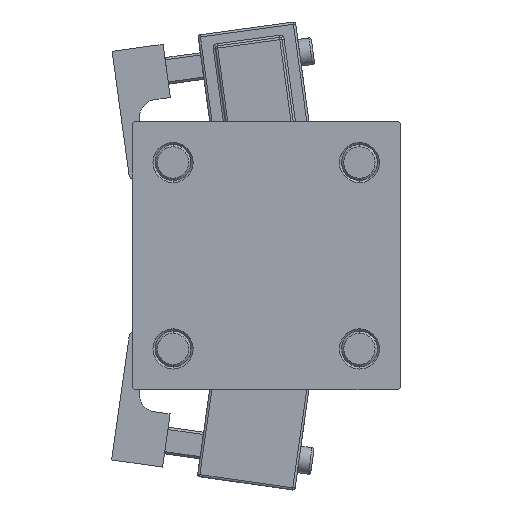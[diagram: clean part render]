
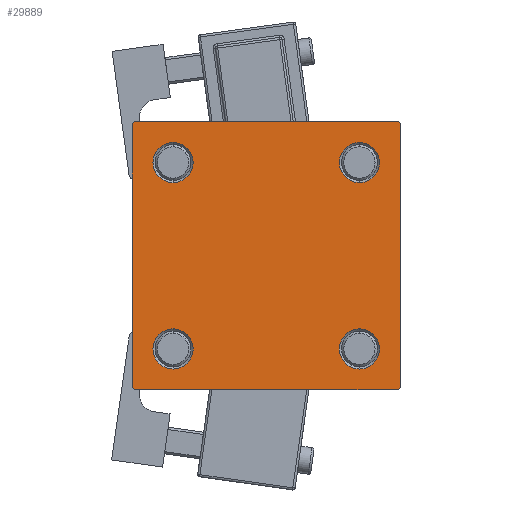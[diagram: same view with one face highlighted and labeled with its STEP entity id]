
A CAD part, left-side view. The second image highlights one B-rep face of the part: STEP entity #29889.
In plain terms, the highlighted planar face has unit normal (-1, 0, 0).
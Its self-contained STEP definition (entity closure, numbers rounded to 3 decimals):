
#318 = DIRECTION ( 'NONE',  ( 0., 0., 1. ) ) ;
#798 = CARTESIAN_POINT ( 'NONE',  ( 0., -30., 29.5 ) ) ;
#1014 = CARTESIAN_POINT ( 'NONE',  ( 0., 30., -30. ) ) ;
#1075 = CARTESIAN_POINT ( 'NONE',  ( 0., -29.5, 30. ) ) ;
#1566 = EDGE_CURVE ( 'NONE', #14999, #51726, #8966, .T. ) ;
#1727 = DIRECTION ( 'NONE',  ( 0., 0., 1. ) ) ;
#1857 = DIRECTION ( 'NONE',  ( 0., 0.707, 0.707 ) ) ;
#1901 = CARTESIAN_POINT ( 'NONE',  ( 0., 29.75, 29.75 ) ) ;
#2061 = DIRECTION ( 'NONE',  ( 0., -0.707, -0.707 ) ) ;
#2266 = EDGE_CURVE ( 'NONE', #17422, #8980, #18194, .T. ) ;
#2573 = VECTOR ( 'NONE', #46456, 1000. ) ;
#2687 = DIRECTION ( 'NONE',  ( 0., 0., 1. ) ) ;
#2987 = CARTESIAN_POINT ( 'NONE',  ( 0., -30., 30. ) ) ;
#3626 = EDGE_CURVE ( 'NONE', #51726, #8472, #17193, .T. ) ;
#3853 = EDGE_CURVE ( 'NONE', #8980, #17422, #43675, .T. ) ;
#3955 = CARTESIAN_POINT ( 'NONE',  ( 0., 20.85, 20.85 ) ) ;
#4123 = CARTESIAN_POINT ( 'NONE',  ( 0., 20.85, 25.35 ) ) ;
#5510 = CARTESIAN_POINT ( 'NONE',  ( 0., -20.85, 25.35 ) ) ;
#5601 = VERTEX_POINT ( 'NONE', #20157 ) ;
#5603 = AXIS2_PLACEMENT_3D ( 'NONE', #29270, #32192, #37230 ) ;
#6353 = VERTEX_POINT ( 'NONE', #20294 ) ;
#6518 = EDGE_LOOP ( 'NONE', ( #45882, #21465 ) ) ;
#6767 = EDGE_CURVE ( 'NONE', #50226, #37203, #25152, .T. ) ;
#8472 = VERTEX_POINT ( 'NONE', #21724 ) ;
#8925 = VECTOR ( 'NONE', #49535, 1000. ) ;
#8966 = LINE ( 'NONE', #1014, #42744 ) ;
#8980 = VERTEX_POINT ( 'NONE', #9052 ) ;
#9052 = CARTESIAN_POINT ( 'NONE',  ( 0., 20.85, -16.35 ) ) ;
#9796 = CARTESIAN_POINT ( 'NONE',  ( 0., -29.75, 29.75 ) ) ;
#9876 = AXIS2_PLACEMENT_3D ( 'NONE', #43220, #47185, #19069 ) ;
#10766 = CIRCLE ( 'NONE', #20970, 4.5 ) ;
#11292 = CARTESIAN_POINT ( 'NONE',  ( 0., 20.85, -20.85 ) ) ;
#11397 = CARTESIAN_POINT ( 'NONE',  ( 0., -20.85, -20.85 ) ) ;
#11634 = CARTESIAN_POINT ( 'NONE',  ( 0., -29.5, -30. ) ) ;
#12426 = CARTESIAN_POINT ( 'NONE',  ( 0., 20.85, 16.35 ) ) ;
#12609 = EDGE_CURVE ( 'NONE', #46723, #33253, #49919, .T. ) ;
#12685 = EDGE_CURVE ( 'NONE', #6353, #37633, #46520, .T. ) ;
#12898 = ORIENTED_EDGE ( 'NONE', *, *, #12609, .T. ) ;
#13144 = EDGE_CURVE ( 'NONE', #5601, #14999, #17741, .T. ) ;
#13469 = AXIS2_PLACEMENT_3D ( 'NONE', #33843, #26883, #37566 ) ;
#13741 = CARTESIAN_POINT ( 'NONE',  ( 0., 29.75, -29.75 ) ) ;
#14066 = EDGE_CURVE ( 'NONE', #33253, #5601, #14081, .T. ) ;
#14081 = LINE ( 'NONE', #15125, #2573 ) ;
#14371 = EDGE_LOOP ( 'NONE', ( #27919, #21629 ) ) ;
#14414 = DIRECTION ( 'NONE',  ( 0., 0., -1. ) ) ;
#14456 = FACE_BOUND ( 'NONE', #14371, .T. ) ;
#14999 = VERTEX_POINT ( 'NONE', #51995 ) ;
#15125 = CARTESIAN_POINT ( 'NONE',  ( 0., 30., 30. ) ) ;
#15144 = EDGE_LOOP ( 'NONE', ( #25590, #23478, #32546, #19025, #29341, #48752, #45857, #12898 ) ) ;
#15195 = LINE ( 'NONE', #2987, #32334 ) ;
#15440 = EDGE_LOOP ( 'NONE', ( #32881, #17816 ) ) ;
#16031 = ORIENTED_EDGE ( 'NONE', *, *, #34079, .T. ) ;
#16445 = CARTESIAN_POINT ( 'NONE',  ( 0., 30., 30. ) ) ;
#17193 = LINE ( 'NONE', #25158, #8925 ) ;
#17422 = VERTEX_POINT ( 'NONE', #47294 ) ;
#17432 = EDGE_CURVE ( 'NONE', #35871, #8472, #15195, .T. ) ;
#17658 = FACE_BOUND ( 'NONE', #33427, .T. ) ;
#17703 = AXIS2_PLACEMENT_3D ( 'NONE', #11397, #19135, #2687 ) ;
#17741 = LINE ( 'NONE', #13741, #33860 ) ;
#17816 = ORIENTED_EDGE ( 'NONE', *, *, #6767, .T. ) ;
#18194 = CIRCLE ( 'NONE', #33443, 4.5 ) ;
#18295 = VECTOR ( 'NONE', #32123, 1000. ) ;
#18311 = LINE ( 'NONE', #9796, #45628 ) ;
#19025 = ORIENTED_EDGE ( 'NONE', *, *, #3626, .T. ) ;
#19069 = DIRECTION ( 'NONE',  ( 0., 0., 1. ) ) ;
#19135 = DIRECTION ( 'NONE',  ( 1., 0., 0. ) ) ;
#19285 = ORIENTED_EDGE ( 'NONE', *, *, #29473, .T. ) ;
#19741 = CARTESIAN_POINT ( 'NONE',  ( 0., -20.85, -25.35 ) ) ;
#20157 = CARTESIAN_POINT ( 'NONE',  ( 0., 30., -29.5 ) ) ;
#20294 = CARTESIAN_POINT ( 'NONE',  ( 0., -20.85, -16.35 ) ) ;
#20505 = CARTESIAN_POINT ( 'NONE',  ( 0., 20.85, -20.85 ) ) ;
#20907 = CARTESIAN_POINT ( 'NONE',  ( 0., 20.85, 20.85 ) ) ;
#20970 = AXIS2_PLACEMENT_3D ( 'NONE', #3955, #49306, #41372 ) ;
#21465 = ORIENTED_EDGE ( 'NONE', *, *, #51256, .T. ) ;
#21629 = ORIENTED_EDGE ( 'NONE', *, *, #2266, .T. ) ;
#21724 = CARTESIAN_POINT ( 'NONE',  ( 0., -30., -29.5 ) ) ;
#21752 = VERTEX_POINT ( 'NONE', #1075 ) ;
#23478 = ORIENTED_EDGE ( 'NONE', *, *, #13144, .T. ) ;
#24126 = CARTESIAN_POINT ( 'NONE',  ( 0., 29.5, 30. ) ) ;
#25152 = CIRCLE ( 'NONE', #9876, 4.5 ) ;
#25158 = CARTESIAN_POINT ( 'NONE',  ( 0., -29.75, -29.75 ) ) ;
#25590 = ORIENTED_EDGE ( 'NONE', *, *, #14066, .T. ) ;
#25615 = PLANE ( 'NONE',  #48778 ) ;
#26154 = FACE_OUTER_BOUND ( 'NONE', #15144, .T. ) ;
#26208 = EDGE_CURVE ( 'NONE', #46723, #21752, #47754, .T. ) ;
#26883 = DIRECTION ( 'NONE',  ( 1., 0., 0. ) ) ;
#27049 = CIRCLE ( 'NONE', #13469, 4.5 ) ;
#27600 = CIRCLE ( 'NONE', #41998, 4.5 ) ;
#27919 = ORIENTED_EDGE ( 'NONE', *, *, #3853, .T. ) ;
#29270 = CARTESIAN_POINT ( 'NONE',  ( 0., -20.85, 20.85 ) ) ;
#29341 = ORIENTED_EDGE ( 'NONE', *, *, #17432, .F. ) ;
#29473 = EDGE_CURVE ( 'NONE', #50081, #33267, #27600, .T. ) ;
#29889 = ADVANCED_FACE ( 'NONE', ( #50809, #46820, #14456, #17658, #26154 ), #25615, .T. ) ;
#32123 = DIRECTION ( 'NONE',  ( 0., -1., 0. ) ) ;
#32192 = DIRECTION ( 'NONE',  ( 1., 0., 0. ) ) ;
#32334 = VECTOR ( 'NONE', #14414, 1000. ) ;
#32515 = CARTESIAN_POINT ( 'NONE',  ( 0., -20.85, 16.35 ) ) ;
#32546 = ORIENTED_EDGE ( 'NONE', *, *, #1566, .T. ) ;
#32843 = DIRECTION ( 'NONE',  ( 0., 0., 1. ) ) ;
#32881 = ORIENTED_EDGE ( 'NONE', *, *, #45564, .T. ) ;
#32955 = VECTOR ( 'NONE', #50719, 1000. ) ;
#33253 = VERTEX_POINT ( 'NONE', #39793 ) ;
#33267 = VERTEX_POINT ( 'NONE', #12426 ) ;
#33427 = EDGE_LOOP ( 'NONE', ( #19285, #16031 ) ) ;
#33443 = AXIS2_PLACEMENT_3D ( 'NONE', #20505, #45437, #318 ) ;
#33843 = CARTESIAN_POINT ( 'NONE',  ( 0., -20.85, -20.85 ) ) ;
#33860 = VECTOR ( 'NONE', #2061, 1000. ) ;
#34079 = EDGE_CURVE ( 'NONE', #33267, #50081, #10766, .T. ) ;
#35871 = VERTEX_POINT ( 'NONE', #798 ) ;
#37203 = VERTEX_POINT ( 'NONE', #5510 ) ;
#37230 = DIRECTION ( 'NONE',  ( 0., 0., 1. ) ) ;
#37566 = DIRECTION ( 'NONE',  ( 0., 0., 1. ) ) ;
#37633 = VERTEX_POINT ( 'NONE', #19741 ) ;
#38088 = CARTESIAN_POINT ( 'NONE',  ( 0., 0., 0. ) ) ;
#39793 = CARTESIAN_POINT ( 'NONE',  ( 0., 30., 29.5 ) ) ;
#41372 = DIRECTION ( 'NONE',  ( 0., 0., 1. ) ) ;
#41878 = DIRECTION ( 'NONE',  ( 0., -1., 0. ) ) ;
#41998 = AXIS2_PLACEMENT_3D ( 'NONE', #20907, #45575, #32843 ) ;
#42333 = DIRECTION ( 'NONE',  ( -1., 0., 0. ) ) ;
#42744 = VECTOR ( 'NONE', #41878, 1000. ) ;
#43220 = CARTESIAN_POINT ( 'NONE',  ( 0., -20.85, 20.85 ) ) ;
#43675 = CIRCLE ( 'NONE', #52107, 4.5 ) ;
#43687 = DIRECTION ( 'NONE',  ( 1., 0., 0. ) ) ;
#43732 = CIRCLE ( 'NONE', #5603, 4.5 ) ;
#45437 = DIRECTION ( 'NONE',  ( 1., 0., 0. ) ) ;
#45564 = EDGE_CURVE ( 'NONE', #37203, #50226, #43732, .T. ) ;
#45575 = DIRECTION ( 'NONE',  ( 1., 0., 0. ) ) ;
#45628 = VECTOR ( 'NONE', #1857, 1000. ) ;
#45857 = ORIENTED_EDGE ( 'NONE', *, *, #26208, .F. ) ;
#45882 = ORIENTED_EDGE ( 'NONE', *, *, #12685, .T. ) ;
#46456 = DIRECTION ( 'NONE',  ( 0., 0., -1. ) ) ;
#46520 = CIRCLE ( 'NONE', #17703, 4.5 ) ;
#46723 = VERTEX_POINT ( 'NONE', #24126 ) ;
#46820 = FACE_BOUND ( 'NONE', #6518, .T. ) ;
#47185 = DIRECTION ( 'NONE',  ( 1., 0., 0. ) ) ;
#47294 = CARTESIAN_POINT ( 'NONE',  ( 0., 20.85, -25.35 ) ) ;
#47754 = LINE ( 'NONE', #16445, #18295 ) ;
#48752 = ORIENTED_EDGE ( 'NONE', *, *, #49997, .T. ) ;
#48778 = AXIS2_PLACEMENT_3D ( 'NONE', #38088, #42333, #1727 ) ;
#49306 = DIRECTION ( 'NONE',  ( 1., 0., 0. ) ) ;
#49535 = DIRECTION ( 'NONE',  ( 0., -0.707, 0.707 ) ) ;
#49919 = LINE ( 'NONE', #1901, #32955 ) ;
#49997 = EDGE_CURVE ( 'NONE', #35871, #21752, #18311, .T. ) ;
#50081 = VERTEX_POINT ( 'NONE', #4123 ) ;
#50226 = VERTEX_POINT ( 'NONE', #32515 ) ;
#50719 = DIRECTION ( 'NONE',  ( 0., 0.707, -0.707 ) ) ;
#50809 = FACE_BOUND ( 'NONE', #15440, .T. ) ;
#50879 = DIRECTION ( 'NONE',  ( 0., 0., 1. ) ) ;
#51256 = EDGE_CURVE ( 'NONE', #37633, #6353, #27049, .T. ) ;
#51726 = VERTEX_POINT ( 'NONE', #11634 ) ;
#51995 = CARTESIAN_POINT ( 'NONE',  ( 0., 29.5, -30. ) ) ;
#52107 = AXIS2_PLACEMENT_3D ( 'NONE', #11292, #43687, #50879 ) ;
